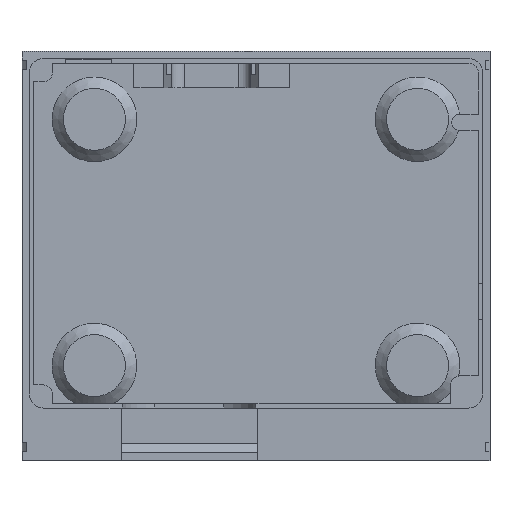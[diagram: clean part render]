
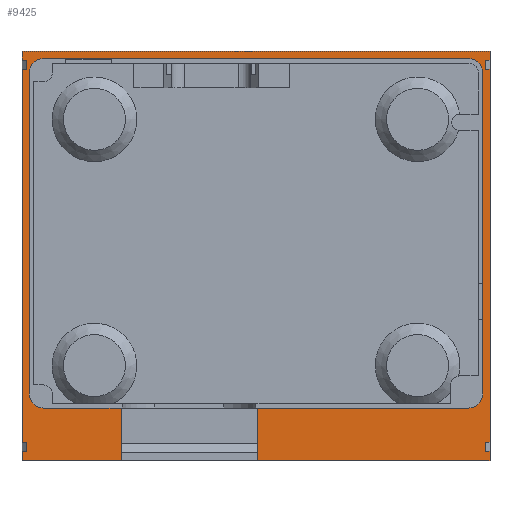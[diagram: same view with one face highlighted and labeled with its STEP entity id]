
A CAD part, top view. The second image highlights one B-rep face of the part: STEP entity #9425.
In plain terms, the highlighted planar face has unit normal (0, 0, 1).
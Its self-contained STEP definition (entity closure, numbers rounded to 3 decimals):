
#374=PLANE('',#9943);
#860=FACE_OUTER_BOUND('',#1430,.T.);
#1430=EDGE_LOOP('',(#7918,#7919,#7920,#7921,#7922,#7923,#7924,#7925,#7926,
#7927,#7928,#7929,#7930,#7931,#7932,#7933,#7934,#7935,#7936,#7937,#7938,
#7939,#7940,#7941,#7942,#7943,#7944,#7945,#7946,#7947,#7948,#7949));
#1779=LINE('',#12786,#3048);
#1919=LINE('',#13066,#3188);
#1923=LINE('',#13073,#3192);
#2312=LINE('',#13873,#3581);
#2558=LINE('',#14379,#3827);
#2566=LINE('',#14397,#3835);
#2570=LINE('',#14404,#3839);
#2572=LINE('',#14407,#3841);
#2623=LINE('',#14490,#3892);
#2625=LINE('',#14494,#3894);
#2626=LINE('',#14496,#3895);
#2627=LINE('',#14498,#3896);
#2628=LINE('',#14500,#3897);
#2629=LINE('',#14502,#3898);
#2630=LINE('',#14504,#3899);
#2631=LINE('',#14506,#3900);
#2632=LINE('',#14508,#3901);
#2633=LINE('',#14510,#3902);
#2634=LINE('',#14511,#3903);
#2635=LINE('',#14513,#3904);
#2636=LINE('',#14515,#3905);
#2637=LINE('',#14516,#3906);
#2638=LINE('',#14518,#3907);
#2639=LINE('',#14520,#3908);
#2640=LINE('',#14521,#3909);
#2641=LINE('',#14523,#3910);
#2642=LINE('',#14528,#3911);
#2643=LINE('',#14532,#3912);
#3048=VECTOR('',#10381,10.);
#3188=VECTOR('',#10531,10.);
#3192=VECTOR('',#10535,10.);
#3581=VECTOR('',#11152,10.);
#3827=VECTOR('',#11618,10.);
#3835=VECTOR('',#11634,10.);
#3839=VECTOR('',#11638,10.);
#3841=VECTOR('',#11640,10.);
#3892=VECTOR('',#11693,10.);
#3894=VECTOR('',#11697,10.);
#3895=VECTOR('',#11698,10.);
#3896=VECTOR('',#11699,10.);
#3897=VECTOR('',#11700,10.);
#3898=VECTOR('',#11701,10.);
#3899=VECTOR('',#11702,10.);
#3900=VECTOR('',#11703,10.);
#3901=VECTOR('',#11704,10.);
#3902=VECTOR('',#11705,10.);
#3903=VECTOR('',#11706,10.);
#3904=VECTOR('',#11707,10.);
#3905=VECTOR('',#11708,10.);
#3906=VECTOR('',#11709,10.);
#3907=VECTOR('',#11710,10.);
#3908=VECTOR('',#11711,10.);
#3909=VECTOR('',#11712,10.);
#3910=VECTOR('',#11713,10.);
#3911=VECTOR('',#11718,10.);
#3912=VECTOR('',#11723,10.);
#4252=CIRCLE('',#9944,3.1);
#4253=CIRCLE('',#9945,3.1);
#4254=CIRCLE('',#9946,3.1);
#4255=CIRCLE('',#9947,3.1);
#4349=VERTEX_POINT('',#12783);
#4350=VERTEX_POINT('',#12785);
#4483=VERTEX_POINT('',#13061);
#4484=VERTEX_POINT('',#13063);
#4485=VERTEX_POINT('',#13065);
#4488=VERTEX_POINT('',#13071);
#4784=VERTEX_POINT('',#13871);
#4785=VERTEX_POINT('',#13872);
#4935=VERTEX_POINT('',#14377);
#4940=VERTEX_POINT('',#14395);
#4941=VERTEX_POINT('',#14396);
#4944=VERTEX_POINT('',#14402);
#4945=VERTEX_POINT('',#14406);
#4975=VERTEX_POINT('',#14487);
#4976=VERTEX_POINT('',#14489);
#4977=VERTEX_POINT('',#14493);
#4978=VERTEX_POINT('',#14495);
#4979=VERTEX_POINT('',#14497);
#4980=VERTEX_POINT('',#14499);
#4981=VERTEX_POINT('',#14501);
#4982=VERTEX_POINT('',#14503);
#4983=VERTEX_POINT('',#14505);
#4984=VERTEX_POINT('',#14507);
#4985=VERTEX_POINT('',#14509);
#4986=VERTEX_POINT('',#14512);
#4987=VERTEX_POINT('',#14514);
#4988=VERTEX_POINT('',#14517);
#4989=VERTEX_POINT('',#14519);
#4990=VERTEX_POINT('',#14522);
#4991=VERTEX_POINT('',#14525);
#4992=VERTEX_POINT('',#14527);
#4993=VERTEX_POINT('',#14530);
#5258=EDGE_CURVE('',#4350,#4349,#1779,.T.);
#5398=EDGE_CURVE('',#4485,#4484,#1919,.T.);
#5402=EDGE_CURVE('',#4483,#4488,#1923,.T.);
#5791=EDGE_CURVE('',#4784,#4785,#2312,.T.);
#6041=EDGE_CURVE('',#4484,#4935,#2558,.T.);
#6049=EDGE_CURVE('',#4940,#4941,#2566,.T.);
#6053=EDGE_CURVE('',#4349,#4944,#2570,.T.);
#6055=EDGE_CURVE('',#4945,#4485,#2572,.T.);
#6106=EDGE_CURVE('',#4976,#4975,#2623,.T.);
#6108=EDGE_CURVE('',#4977,#4483,#2625,.T.);
#6109=EDGE_CURVE('',#4488,#4978,#2626,.T.);
#6110=EDGE_CURVE('',#4978,#4979,#2627,.T.);
#6111=EDGE_CURVE('',#4979,#4980,#2628,.T.);
#6112=EDGE_CURVE('',#4980,#4981,#2629,.T.);
#6113=EDGE_CURVE('',#4981,#4982,#2630,.T.);
#6114=EDGE_CURVE('',#4982,#4983,#2631,.T.);
#6115=EDGE_CURVE('',#4983,#4984,#2632,.T.);
#6116=EDGE_CURVE('',#4984,#4985,#2633,.T.);
#6117=EDGE_CURVE('',#4985,#4350,#2634,.T.);
#6118=EDGE_CURVE('',#4944,#4986,#2635,.T.);
#6119=EDGE_CURVE('',#4986,#4987,#2636,.T.);
#6120=EDGE_CURVE('',#4987,#4940,#2637,.T.);
#6121=EDGE_CURVE('',#4941,#4988,#2638,.T.);
#6122=EDGE_CURVE('',#4988,#4989,#2639,.T.);
#6123=EDGE_CURVE('',#4989,#4945,#2640,.T.);
#6124=EDGE_CURVE('',#4935,#4990,#2641,.T.);
#6125=EDGE_CURVE('',#4990,#4976,#4252,.T.);
#6126=EDGE_CURVE('',#4975,#4991,#4253,.T.);
#6127=EDGE_CURVE('',#4991,#4992,#2642,.T.);
#6128=EDGE_CURVE('',#4992,#4784,#4254,.T.);
#6129=EDGE_CURVE('',#4785,#4993,#4255,.T.);
#6130=EDGE_CURVE('',#4993,#4977,#2643,.T.);
#7918=ORIENTED_EDGE('',*,*,#6108,.T.);
#7919=ORIENTED_EDGE('',*,*,#5402,.T.);
#7920=ORIENTED_EDGE('',*,*,#6109,.T.);
#7921=ORIENTED_EDGE('',*,*,#6110,.T.);
#7922=ORIENTED_EDGE('',*,*,#6111,.T.);
#7923=ORIENTED_EDGE('',*,*,#6112,.T.);
#7924=ORIENTED_EDGE('',*,*,#6113,.T.);
#7925=ORIENTED_EDGE('',*,*,#6114,.T.);
#7926=ORIENTED_EDGE('',*,*,#6115,.T.);
#7927=ORIENTED_EDGE('',*,*,#6116,.T.);
#7928=ORIENTED_EDGE('',*,*,#6117,.T.);
#7929=ORIENTED_EDGE('',*,*,#5258,.T.);
#7930=ORIENTED_EDGE('',*,*,#6053,.T.);
#7931=ORIENTED_EDGE('',*,*,#6118,.T.);
#7932=ORIENTED_EDGE('',*,*,#6119,.T.);
#7933=ORIENTED_EDGE('',*,*,#6120,.T.);
#7934=ORIENTED_EDGE('',*,*,#6049,.T.);
#7935=ORIENTED_EDGE('',*,*,#6121,.T.);
#7936=ORIENTED_EDGE('',*,*,#6122,.T.);
#7937=ORIENTED_EDGE('',*,*,#6123,.T.);
#7938=ORIENTED_EDGE('',*,*,#6055,.T.);
#7939=ORIENTED_EDGE('',*,*,#5398,.T.);
#7940=ORIENTED_EDGE('',*,*,#6041,.T.);
#7941=ORIENTED_EDGE('',*,*,#6124,.T.);
#7942=ORIENTED_EDGE('',*,*,#6125,.T.);
#7943=ORIENTED_EDGE('',*,*,#6106,.T.);
#7944=ORIENTED_EDGE('',*,*,#6126,.T.);
#7945=ORIENTED_EDGE('',*,*,#6127,.T.);
#7946=ORIENTED_EDGE('',*,*,#6128,.T.);
#7947=ORIENTED_EDGE('',*,*,#5791,.T.);
#7948=ORIENTED_EDGE('',*,*,#6129,.T.);
#7949=ORIENTED_EDGE('',*,*,#6130,.T.);
#9425=ADVANCED_FACE('',(#860),#374,.T.);
#9943=AXIS2_PLACEMENT_3D('',#14492,#11695,#11696);
#9944=AXIS2_PLACEMENT_3D('',#14524,#11714,#11715);
#9945=AXIS2_PLACEMENT_3D('',#14526,#11716,#11717);
#9946=AXIS2_PLACEMENT_3D('',#14529,#11719,#11720);
#9947=AXIS2_PLACEMENT_3D('',#14531,#11721,#11722);
#10381=DIRECTION('',(-1.,0.,0.));
#10531=DIRECTION('',(1.,0.,0.));
#10535=DIRECTION('',(1.,0.,0.));
#11152=DIRECTION('',(0.,-1.,0.));
#11618=DIRECTION('',(0.,1.,0.));
#11634=DIRECTION('',(0.,-1.,0.));
#11638=DIRECTION('',(0.,-1.,0.));
#11640=DIRECTION('',(0.,-1.,0.));
#11693=DIRECTION('',(0.,1.,0.));
#11695=DIRECTION('center_axis',(0.,0.,1.));
#11696=DIRECTION('ref_axis',(1.,0.,0.));
#11697=DIRECTION('',(0.,-1.,0.));
#11698=DIRECTION('',(0.,1.,0.));
#11699=DIRECTION('',(-1.,0.,0.));
#11700=DIRECTION('',(0.,1.,0.));
#11701=DIRECTION('',(1.,0.,0.));
#11702=DIRECTION('',(0.,1.,0.));
#11703=DIRECTION('',(-1.,0.,0.));
#11704=DIRECTION('',(0.,1.,0.));
#11705=DIRECTION('',(1.,0.,0.));
#11706=DIRECTION('',(0.,1.,0.));
#11707=DIRECTION('',(1.,0.,0.));
#11708=DIRECTION('',(0.,-1.,0.));
#11709=DIRECTION('',(-1.,0.,0.));
#11710=DIRECTION('',(1.,0.,0.));
#11711=DIRECTION('',(0.,-1.,0.));
#11712=DIRECTION('',(-1.,0.,0.));
#11713=DIRECTION('',(-1.,0.,0.));
#11714=DIRECTION('center_axis',(0.,0.,-1.));
#11715=DIRECTION('ref_axis',(-1.,0.,0.));
#11716=DIRECTION('center_axis',(0.,0.,-1.));
#11717=DIRECTION('ref_axis',(0.,1.,0.));
#11718=DIRECTION('',(1.,0.,0.));
#11719=DIRECTION('center_axis',(0.,0.,-1.));
#11720=DIRECTION('ref_axis',(1.,0.,0.));
#11721=DIRECTION('center_axis',(0.,0.,-1.));
#11722=DIRECTION('ref_axis',(0.,-1.,0.));
#11723=DIRECTION('',(-1.,0.,0.));
#12783=CARTESIAN_POINT('',(-1.7,78.7,18.2));
#12785=CARTESIAN_POINT('',(101.7,78.7,18.2));
#12786=CARTESIAN_POINT('',(97.,78.7,18.2));
#13061=CARTESIAN_POINT('',(50.3,-11.7,18.2));
#13063=CARTESIAN_POINT('',(20.2,-11.7,18.2));
#13065=CARTESIAN_POINT('',(-1.7,-11.7,18.2));
#13066=CARTESIAN_POINT('',(101.7,-11.7,18.2));
#13071=CARTESIAN_POINT('',(101.7,-11.7,18.2));
#13073=CARTESIAN_POINT('',(101.7,-11.7,18.2));
#13871=CARTESIAN_POINT('',(100.1,74.,18.2));
#13872=CARTESIAN_POINT('',(100.1,3.,18.2));
#13873=CARTESIAN_POINT('',(100.1,53.75,18.2));
#14377=CARTESIAN_POINT('',(20.2,-0.1,18.2));
#14379=CARTESIAN_POINT('',(20.2,12.775,18.2));
#14395=CARTESIAN_POINT('',(-1.7,74.72,18.2));
#14396=CARTESIAN_POINT('',(-1.7,-7.7,18.2));
#14397=CARTESIAN_POINT('',(-1.7,74.,18.2));
#14402=CARTESIAN_POINT('',(-1.7,76.72,18.2));
#14404=CARTESIAN_POINT('',(-1.7,74.,18.2));
#14406=CARTESIAN_POINT('',(-1.7,-9.7,18.2));
#14407=CARTESIAN_POINT('',(-1.7,74.,18.2));
#14487=CARTESIAN_POINT('',(-0.1,74.,18.2));
#14489=CARTESIAN_POINT('',(-0.1,3.,18.2));
#14490=CARTESIAN_POINT('',(-0.1,18.25,18.2));
#14492=CARTESIAN_POINT('Origin',(50.,33.5,18.2));
#14493=CARTESIAN_POINT('',(50.3,-0.1,18.2));
#14494=CARTESIAN_POINT('',(50.3,17.2,18.2));
#14495=CARTESIAN_POINT('',(101.7,-9.7,18.2));
#14496=CARTESIAN_POINT('',(101.7,-1.7,18.2));
#14497=CARTESIAN_POINT('',(100.7,-9.7,18.2));
#14498=CARTESIAN_POINT('',(75.85,-9.7,18.2));
#14499=CARTESIAN_POINT('',(100.7,-7.7,18.2));
#14500=CARTESIAN_POINT('',(100.7,11.9,18.2));
#14501=CARTESIAN_POINT('',(101.7,-7.7,18.2));
#14502=CARTESIAN_POINT('',(75.35,-7.7,18.2));
#14503=CARTESIAN_POINT('',(101.7,74.72,18.2));
#14504=CARTESIAN_POINT('',(101.7,-1.7,18.2));
#14505=CARTESIAN_POINT('',(100.7,74.72,18.2));
#14506=CARTESIAN_POINT('',(75.85,74.72,18.2));
#14507=CARTESIAN_POINT('',(100.7,76.72,18.2));
#14508=CARTESIAN_POINT('',(100.7,54.11,18.2));
#14509=CARTESIAN_POINT('',(101.7,76.72,18.2));
#14510=CARTESIAN_POINT('',(75.35,76.72,18.2));
#14511=CARTESIAN_POINT('',(101.7,-1.7,18.2));
#14512=CARTESIAN_POINT('',(-0.7,76.72,18.2));
#14513=CARTESIAN_POINT('',(24.15,76.72,18.2));
#14514=CARTESIAN_POINT('',(-0.7,74.72,18.2));
#14515=CARTESIAN_POINT('',(-0.7,55.11,18.2));
#14516=CARTESIAN_POINT('',(24.65,74.72,18.2));
#14517=CARTESIAN_POINT('',(-0.7,-7.7,18.2));
#14518=CARTESIAN_POINT('',(24.15,-7.7,18.2));
#14519=CARTESIAN_POINT('',(-0.7,-9.7,18.2));
#14520=CARTESIAN_POINT('',(-0.7,12.9,18.2));
#14521=CARTESIAN_POINT('',(24.65,-9.7,18.2));
#14522=CARTESIAN_POINT('',(3.,-0.1,18.2));
#14523=CARTESIAN_POINT('',(73.5,-0.1,18.2));
#14524=CARTESIAN_POINT('Origin',(3.,3.,18.2));
#14525=CARTESIAN_POINT('',(3.,77.1,18.2));
#14526=CARTESIAN_POINT('Origin',(3.,74.,18.2));
#14527=CARTESIAN_POINT('',(97.,77.1,18.2));
#14528=CARTESIAN_POINT('',(26.5,77.1,18.2));
#14529=CARTESIAN_POINT('Origin',(97.,74.,18.2));
#14530=CARTESIAN_POINT('',(97.,-0.1,18.2));
#14531=CARTESIAN_POINT('Origin',(97.,3.,18.2));
#14532=CARTESIAN_POINT('',(73.5,-0.1,18.2));
